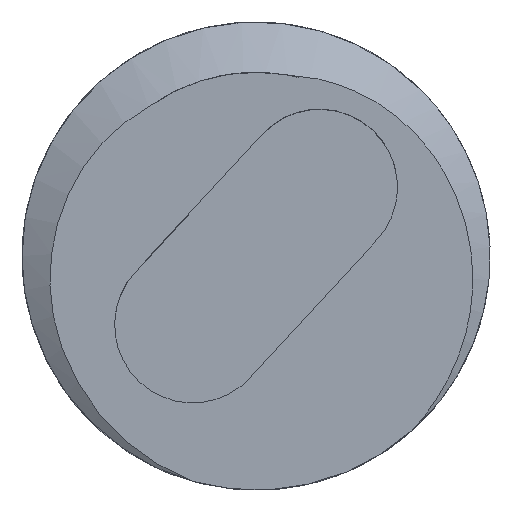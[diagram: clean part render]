
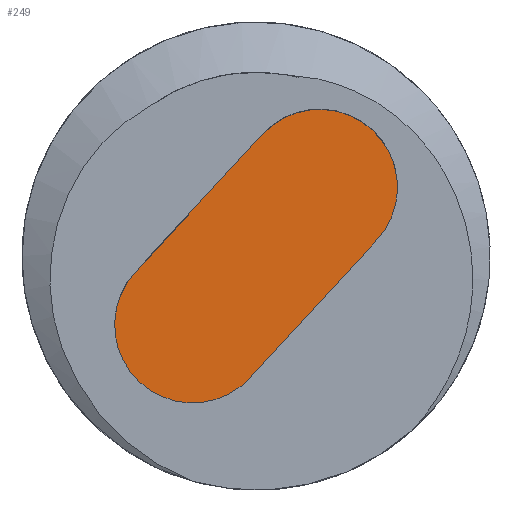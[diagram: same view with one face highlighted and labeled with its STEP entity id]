
A CAD part, top view. The second image highlights one B-rep face of the part: STEP entity #249.
In plain terms, the highlighted planar face has unit normal (0, 0, 1).
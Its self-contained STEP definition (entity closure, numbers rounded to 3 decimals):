
#23=PLANE('',#289);
#33=FACE_OUTER_BOUND('',#47,.T.);
#47=EDGE_LOOP('',(#183,#184,#185,#186));
#58=CIRCLE('',#284,0.5);
#60=CIRCLE('',#288,0.5);
#80=LINE('',#711,#91);
#85=LINE('',#724,#96);
#91=VECTOR('',#315,10.);
#96=VECTOR('',#328,10.);
#108=VERTEX_POINT('',#708);
#109=VERTEX_POINT('',#710);
#111=VERTEX_POINT('',#716);
#113=VERTEX_POINT('',#722);
#133=EDGE_CURVE('',#108,#109,#80,.T.);
#137=EDGE_CURVE('',#111,#108,#58,.T.);
#140=EDGE_CURVE('',#113,#111,#85,.T.);
#142=EDGE_CURVE('',#109,#113,#60,.T.);
#183=ORIENTED_EDGE('',*,*,#142,.F.);
#184=ORIENTED_EDGE('',*,*,#133,.F.);
#185=ORIENTED_EDGE('',*,*,#137,.F.);
#186=ORIENTED_EDGE('',*,*,#140,.F.);
#249=ADVANCED_FACE('',(#33),#23,.T.);
#284=AXIS2_PLACEMENT_3D('',#718,#322,#323);
#288=AXIS2_PLACEMENT_3D('',#727,#333,#334);
#289=AXIS2_PLACEMENT_3D('',#728,#335,#336);
#315=DIRECTION('',(0.677,0.736,0.));
#322=DIRECTION('center_axis',(0.,0.,-1.));
#323=DIRECTION('ref_axis',(-0.736,0.677,0.));
#328=DIRECTION('',(-0.677,-0.736,0.));
#333=DIRECTION('center_axis',(0.,0.,-1.));
#334=DIRECTION('ref_axis',(0.736,-0.677,0.));
#335=DIRECTION('center_axis',(0.,0.,1.));
#336=DIRECTION('ref_axis',(1.,0.,0.));
#708=CARTESIAN_POINT('',(-0.774,-0.103,-0.35));
#710=CARTESIAN_POINT('',(0.038,0.78,-0.35));
#711=CARTESIAN_POINT('',(0.038,0.78,-0.35));
#716=CARTESIAN_POINT('',(-0.038,-0.78,-0.35));
#718=CARTESIAN_POINT('Origin',(-0.406,-0.441,-0.35));
#722=CARTESIAN_POINT('',(0.774,0.103,-0.35));
#724=CARTESIAN_POINT('',(-0.038,-0.78,-0.35));
#727=CARTESIAN_POINT('Origin',(0.406,0.441,-0.35));
#728=CARTESIAN_POINT('Origin',(0.,0.,
-0.35));
